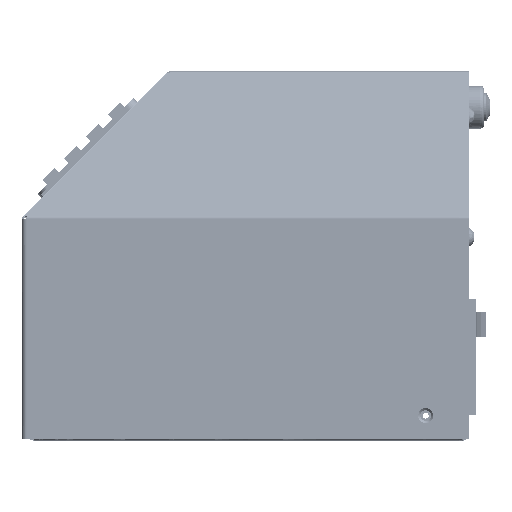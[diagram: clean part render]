
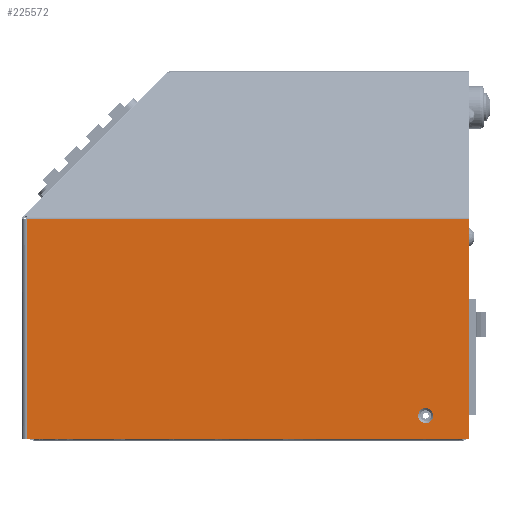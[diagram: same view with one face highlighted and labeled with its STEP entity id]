
A CAD part, left-side view. The second image highlights one B-rep face of the part: STEP entity #225572.
In plain terms, the highlighted free-form (B-spline) face has degree [1, 1] with [2, 2] control points.
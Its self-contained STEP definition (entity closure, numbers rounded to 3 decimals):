
#213749 = VERTEX_POINT('',#213750);
#213750 = CARTESIAN_POINT('',(-258.128,-162.575,
    4.331));
#213755 = EDGE_CURVE('',#213756,#213749,#213758,.T.);
#213756 = VERTEX_POINT('',#213757);
#213757 = CARTESIAN_POINT('',(-258.128,-155.754,
    4.331));
#213758 = ( BOUNDED_CURVE() B_SPLINE_CURVE(2,(#213759,#213760,#213761,
#213762,#213763),.UNSPECIFIED.,.F.,.F.) B_SPLINE_CURVE_WITH_KNOTS((3,2,3
    ),(3.142,4.712,6.283),
.PIECEWISE_BEZIER_KNOTS.) CURVE() GEOMETRIC_REPRESENTATION_ITEM() 
RATIONAL_B_SPLINE_CURVE((1.,0.707,1.,0.707,1.)) 
REPRESENTATION_ITEM('') );
#213759 = CARTESIAN_POINT('',(-258.128,-155.754,
    4.331));
#213760 = CARTESIAN_POINT('',(-258.128,-155.754,
    0.92));
#213761 = CARTESIAN_POINT('',(-258.128,-159.165,
    0.92));
#213762 = CARTESIAN_POINT('',(-258.128,-162.575,
    0.92));
#213763 = CARTESIAN_POINT('',(-258.128,-162.575,
    4.331));
#224821 = VERTEX_POINT('',#224822);
#224822 = CARTESIAN_POINT('',(-258.128,-178.971,
    -6.226));
#224827 = EDGE_CURVE('',#224828,#224821,#224830,.T.);
#224828 = VERTEX_POINT('',#224829);
#224829 = CARTESIAN_POINT('',(-258.128,22.196,
    -6.226));
#224830 = B_SPLINE_CURVE_WITH_KNOTS('',1,(#224831,#224832),
  .UNSPECIFIED.,.F.,.F.,(2,2),(1.,186.793),
  .PIECEWISE_BEZIER_KNOTS.);
#224831 = CARTESIAN_POINT('',(-258.128,22.196,
    -6.226));
#224832 = CARTESIAN_POINT('',(-258.128,-178.971,
    -6.226));
#225572 = ADVANCED_FACE('',(#225573,#225584),#225606,.F.);
#225573 = FACE_BOUND('',#225574,.T.);
#225574 = EDGE_LOOP('',(#225575,#225583));
#225575 = ORIENTED_EDGE('',*,*,#225576,.F.);
#225576 = EDGE_CURVE('',#213749,#213756,#225577,.T.);
#225577 = ( BOUNDED_CURVE() B_SPLINE_CURVE(2,(#225578,#225579,#225580,
#225581,#225582),.UNSPECIFIED.,.F.,.F.) B_SPLINE_CURVE_WITH_KNOTS((3,2,3
),(0.,1.571,3.142),.PIECEWISE_BEZIER_KNOTS.) CURVE() 
GEOMETRIC_REPRESENTATION_ITEM() RATIONAL_B_SPLINE_CURVE((1.,
0.707,1.,0.707,1.)) REPRESENTATION_ITEM('') );
#225578 = CARTESIAN_POINT('',(-258.128,-162.575,
    4.331));
#225579 = CARTESIAN_POINT('',(-258.128,-162.575,
    7.742));
#225580 = CARTESIAN_POINT('',(-258.128,-159.165,
    7.742));
#225581 = CARTESIAN_POINT('',(-258.128,-155.754,
    7.742));
#225582 = CARTESIAN_POINT('',(-258.128,-155.754,
    4.331));
#225583 = ORIENTED_EDGE('',*,*,#213755,.F.);
#225584 = FACE_BOUND('',#225585,.T.);
#225585 = EDGE_LOOP('',(#225586,#225593,#225600,#225605));
#225586 = ORIENTED_EDGE('',*,*,#225587,.F.);
#225587 = EDGE_CURVE('',#225588,#224821,#225590,.T.);
#225588 = VERTEX_POINT('',#225589);
#225589 = CARTESIAN_POINT('',(-258.128,-178.971,
    93.658));
#225590 = B_SPLINE_CURVE_WITH_KNOTS('',1,(#225591,#225592),
  .UNSPECIFIED.,.F.,.F.,(2,2),(-91.5,0.75),
  .PIECEWISE_BEZIER_KNOTS.);
#225591 = CARTESIAN_POINT('',(-258.128,-178.971,
    93.658));
#225592 = CARTESIAN_POINT('',(-258.128,-178.971,
    -6.226));
#225593 = ORIENTED_EDGE('',*,*,#225594,.F.);
#225594 = EDGE_CURVE('',#225595,#225588,#225597,.T.);
#225595 = VERTEX_POINT('',#225596);
#225596 = CARTESIAN_POINT('',(-258.128,22.196,
    93.658));
#225597 = B_SPLINE_CURVE_WITH_KNOTS('',1,(#225598,#225599),
  .UNSPECIFIED.,.F.,.F.,(2,2),(-77.5,108.293),
  .PIECEWISE_BEZIER_KNOTS.);
#225598 = CARTESIAN_POINT('',(-258.128,22.196,
    93.658));
#225599 = CARTESIAN_POINT('',(-258.128,-178.971,
    93.658));
#225600 = ORIENTED_EDGE('',*,*,#225601,.F.);
#225601 = EDGE_CURVE('',#224828,#225595,#225602,.T.);
#225602 = B_SPLINE_CURVE_WITH_KNOTS('',1,(#225603,#225604),
  .UNSPECIFIED.,.F.,.F.,(2,2),(-0.75,91.5),.PIECEWISE_BEZIER_KNOTS.);
#225603 = CARTESIAN_POINT('',(-258.128,22.196,
    -6.226));
#225604 = CARTESIAN_POINT('',(-258.128,22.196,
    93.658));
#225605 = ORIENTED_EDGE('',*,*,#224827,.T.);
#225606 = B_SPLINE_SURFACE_WITH_KNOTS('',1,1,(
    (#225607,#225608)
    ,(#225609,#225610
    )),.UNSPECIFIED.,.F.,.F.,.F.,(2,2),(2,2),(-108.293,
    77.5),(-0.75,91.5),.PIECEWISE_BEZIER_KNOTS.);
#225607 = CARTESIAN_POINT('',(-258.128,-178.971,
    -6.226));
#225608 = CARTESIAN_POINT('',(-258.128,-178.971,
    93.658));
#225609 = CARTESIAN_POINT('',(-258.128,22.196,
    -6.226));
#225610 = CARTESIAN_POINT('',(-258.128,22.196,
    93.658));
